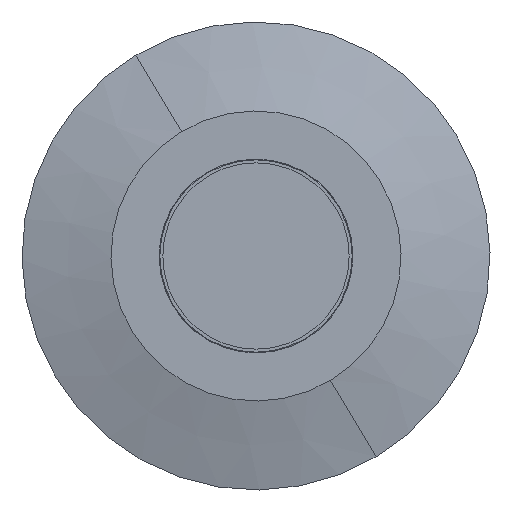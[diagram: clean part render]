
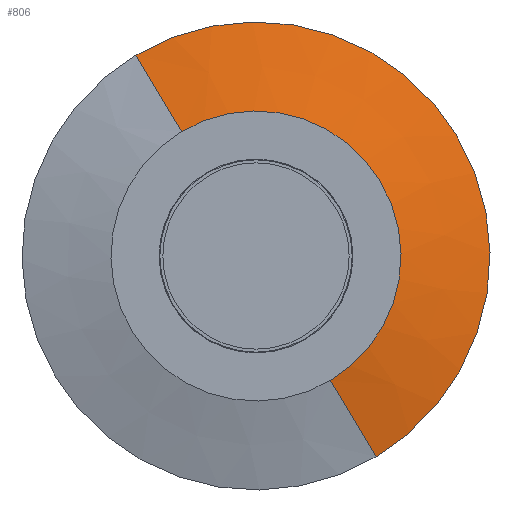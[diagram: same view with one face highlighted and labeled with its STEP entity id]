
A CAD part, front view. The second image highlights one B-rep face of the part: STEP entity #806.
In plain terms, the highlighted conical face has half-angle 75 degrees and reference radius 12.355 mm.
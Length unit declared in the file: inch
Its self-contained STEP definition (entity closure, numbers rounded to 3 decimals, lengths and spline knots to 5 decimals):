
#13 = CARTESIAN_POINT ( 'NONE',  ( 0., 1.21612, 0. ) ) ;
#33 = VECTOR ( 'NONE', #481, 39.37008 ) ;
#49 = AXIS2_PLACEMENT_3D ( 'NONE', #259, #330, #393 ) ;
#130 = CARTESIAN_POINT ( 'NONE',  ( 0.24954, 1.21612, -0.41755 ) ) ;
#145 = ORIENTED_EDGE ( 'NONE', *, *, #400, .T. ) ;
#173 = AXIS2_PLACEMENT_3D ( 'NONE', #13, #401, #780 ) ;
#182 = VERTEX_POINT ( 'NONE', #130 ) ;
#193 = ORIENTED_EDGE ( 'NONE', *, *, #652, .F. ) ;
#221 = DIRECTION ( 'NONE',  ( -0.496, 0.259, 0.829 ) ) ;
#231 = EDGE_LOOP ( 'NONE', ( #516, #438, #145, #193 ) ) ;
#259 = CARTESIAN_POINT ( 'NONE',  ( 0., 1.29612, 0. ) ) ;
#285 = EDGE_CURVE ( 'NONE', #182, #581, #742, .T. ) ;
#288 = DIRECTION ( 'NONE',  ( 0., 1., 0. ) ) ;
#330 = DIRECTION ( 'NONE',  ( 0., -1., 0. ) ) ;
#362 = CARTESIAN_POINT ( 'NONE',  ( 0.24954, 1.21612, -0.41755 ) ) ;
#390 = VERTEX_POINT ( 'NONE', #636 ) ;
#393 = DIRECTION ( 'NONE',  ( 0.513, 0., -0.858 ) ) ;
#397 = CARTESIAN_POINT ( 'NONE',  ( -0.24954, 1.21612, 0.41755 ) ) ;
#400 = EDGE_CURVE ( 'NONE', #581, #390, #707, .T. ) ;
#401 = DIRECTION ( 'NONE',  ( 0., -1., 0. ) ) ;
#424 = LINE ( 'NONE', #793, #777 ) ;
#437 = EDGE_CURVE ( 'NONE', #182, #795, #517, .T. ) ;
#438 = ORIENTED_EDGE ( 'NONE', *, *, #285, .T. ) ;
#475 = CARTESIAN_POINT ( 'NONE',  ( 0., 1.21612, 0. ) ) ;
#481 = DIRECTION ( 'NONE',  ( 0.496, 0.259, -0.829 ) ) ;
#516 = ORIENTED_EDGE ( 'NONE', *, *, #437, .F. ) ;
#517 = CIRCLE ( 'NONE', #173, 0.48644 ) ;
#543 = CARTESIAN_POINT ( 'NONE',  ( 0.4027, 1.29612, -0.67384 ) ) ;
#557 = AXIS2_PLACEMENT_3D ( 'NONE', #475, #288, #608 ) ;
#581 = VERTEX_POINT ( 'NONE', #543 ) ;
#608 = DIRECTION ( 'NONE',  ( -0.513, 0., 0.858 ) ) ;
#636 = CARTESIAN_POINT ( 'NONE',  ( -0.4027, 1.29612, 0.67384 ) ) ;
#652 = EDGE_CURVE ( 'NONE', #795, #390, #424, .T. ) ;
#676 = CONICAL_SURFACE ( 'NONE', #557, 0.48644, 1.309 ) ;
#707 = CIRCLE ( 'NONE', #49, 0.785 ) ;
#742 = LINE ( 'NONE', #362, #33 ) ;
#777 = VECTOR ( 'NONE', #221, 39.37008 ) ;
#780 = DIRECTION ( 'NONE',  ( 0.513, 0., -0.858 ) ) ;
#792 = FACE_OUTER_BOUND ( 'NONE', #231, .T. ) ;
#793 = CARTESIAN_POINT ( 'NONE',  ( -0.24954, 1.21612, 0.41755 ) ) ;
#795 = VERTEX_POINT ( 'NONE', #397 ) ;
#806 = ADVANCED_FACE ( 'NONE', ( #792 ), #676, .T. ) ;
